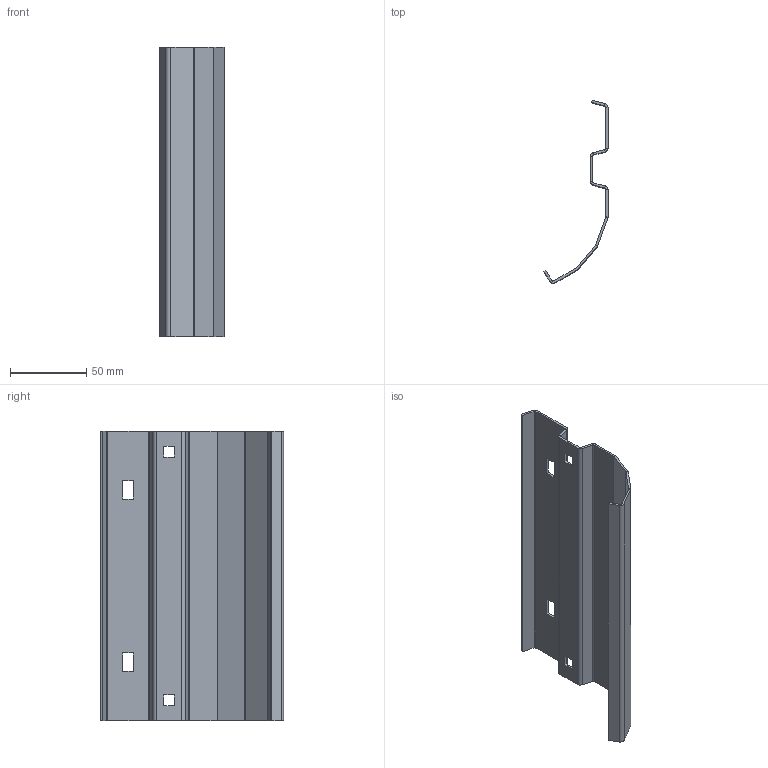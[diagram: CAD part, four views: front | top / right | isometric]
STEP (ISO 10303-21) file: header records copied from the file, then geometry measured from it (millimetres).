
FILE_DESCRIPTION (( 'STEP AP214' ), '1' );
FILE_NAME ('6220622.stp', '2024-02-06T15:12:28', ( '' ), ( '' ), 'SwSTEP 2.0', 'SolidWorks 2022', '' );
FILE_SCHEMA (( 'AUTOMOTIVE_DESIGN' ));
Length unit declared in the file: millimetre
Products named in the file (1): 6220622
Bounding box: 42.02 x 120.12 x 190 mm (x, y, z)
Volume: 46383 mm3; surface area: 63104.4 mm2
Topology: 1 solids, 1 shells, 94 faces, 204 edges, 112 vertices
Faces by surface type: plane 76, cylinder 18
Entity records: 2498 total; most frequent: DIRECTION 430, CARTESIAN_POINT 411, ORIENTED_EDGE 408, EDGE_CURVE 204, VECTOR 168, LINE 168, AXIS2_PLACEMENT_3D 131, VERTEX_POINT 112
